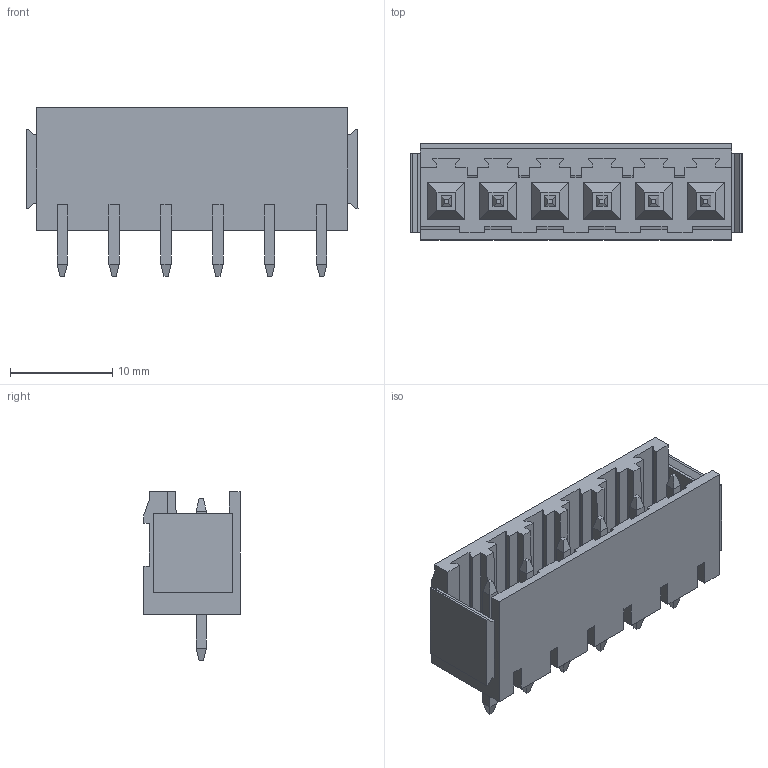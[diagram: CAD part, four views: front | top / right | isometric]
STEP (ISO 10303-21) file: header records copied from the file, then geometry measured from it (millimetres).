
FILE_DESCRIPTION(('CATIA V5 STEP Exchange','CAx-IF Rec.Pracs.--- Model Styling and Organization---1.4--- 2014-01-23'),'2;1');
FILE_NAME ('D1486010_0_1354110000_1354110000.stp','2021-05-07T11:23:25+00:00',('none'),('Weidmueller'),'CATIA Version 5-6 Release 2016 SP3 HF44','CATIA V5 STEP AP214','none');
FILE_SCHEMA(('AUTOMOTIVE_DESIGN { 1 0 10303 214 1 1 1 1 }'));
Length unit declared in the file: millimetre
Products named in the file (1): 1354110000
Bounding box: 32.48 x 9.4 x 16.5 mm (x, y, z)
Volume: 1406.5 mm3; surface area: 3066.3 mm2
Topology: 7 solids, 7 shells, 290 faces, 786 edges, 516 vertices
Faces by surface type: plane 290
Entity records: 8923 total; most frequent: ORIENTED_EDGE 1572, CARTESIAN_POINT 1528, DIRECTION 1236, VECTOR 786, EDGE_CURVE 786, LINE 786, VERTEX_POINT 516, EDGE_LOOP 308
